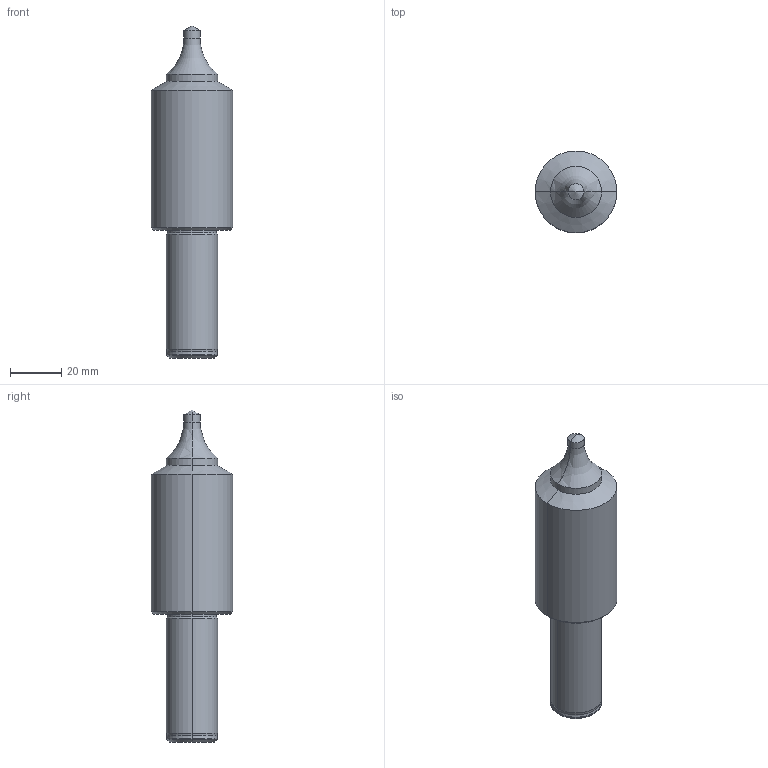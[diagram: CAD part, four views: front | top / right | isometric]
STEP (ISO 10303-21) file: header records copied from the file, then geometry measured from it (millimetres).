
FILE_DESCRIPTION (( 'STEP AP214' ), '1' );
FILE_NAME ('99616-IC20-20F_I9MTR0630.STEP', '2017-03-06T07:10:17', ( 'User' ), ( 'GENUINE' ), 'SwSTEP 2.0', 'SolidWorks 2012', '' );
FILE_SCHEMA (( 'AUTOMOTIVE_DESIGN' ));
Length unit declared in the file: millimetre
Products named in the file (1): 99616-IC20-20F_I9MTR0630
Bounding box: 32 x 32 x 130 mm (x, y, z)
Volume: 63942.9 mm3; surface area: 10801.1 mm2
Topology: 1 solids, 1 shells, 30 faces, 60 edges, 31 vertices
Faces by surface type: cylinder 12, cone 10, torus 6, plane 2
Entity records: 876 total; most frequent: DIRECTION 156, CARTESIAN_POINT 120, ORIENTED_EDGE 116, AXIS2_PLACEMENT_3D 67, EDGE_CURVE 58, CIRCLE 36, EDGE_LOOP 31, VERTEX_POINT 31
